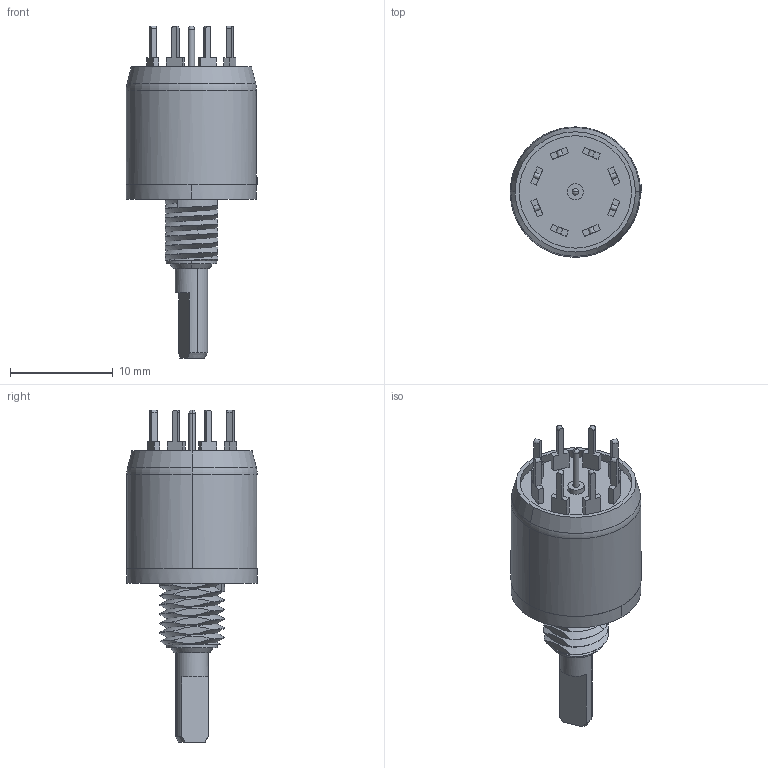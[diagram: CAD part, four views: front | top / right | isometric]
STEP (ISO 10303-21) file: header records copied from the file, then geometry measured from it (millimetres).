
FILE_DESCRIPTION((''),'2;1');
FILE_NAME('50DP45-01-1-AJN_SW0001','2013-07-24T',('Administrator'),(''),'PRO/ENGINEER BY PARAMETRIC TECHNOLOGY CORPORATION, 2006200','PRO/ENGINEER BY PARAMETRIC TECHNOLOGY CORPORATION, 2006200','');
FILE_SCHEMA(('CONFIG_CONTROL_DESIGN'));
Length unit declared in the file: inch
Products named in the file (1): 50DP45-01-1-AJN_SW0001
Bounding box: 12.83 x 12.7 x 32.38 mm (x, y, z)
Volume: 925.8 mm3; surface area: 2362.7 mm2
Topology: 2 solids, 2 shells, 744 faces, 2116 edges, 1392 vertices
Faces by surface type: plane 551, cylinder 160, cone 19, torus 6, bspline 6, sphere 2
Entity records: 31470 total; most frequent: CARTESIAN_POINT 6936, ORIENTED_EDGE 4228, DIRECTION 3915, EDGE_CURVE 2114, VECTOR 1641, LINE 1641, VERTEX_POINT 1392, AXIS2_PLACEMENT_3D 1137
